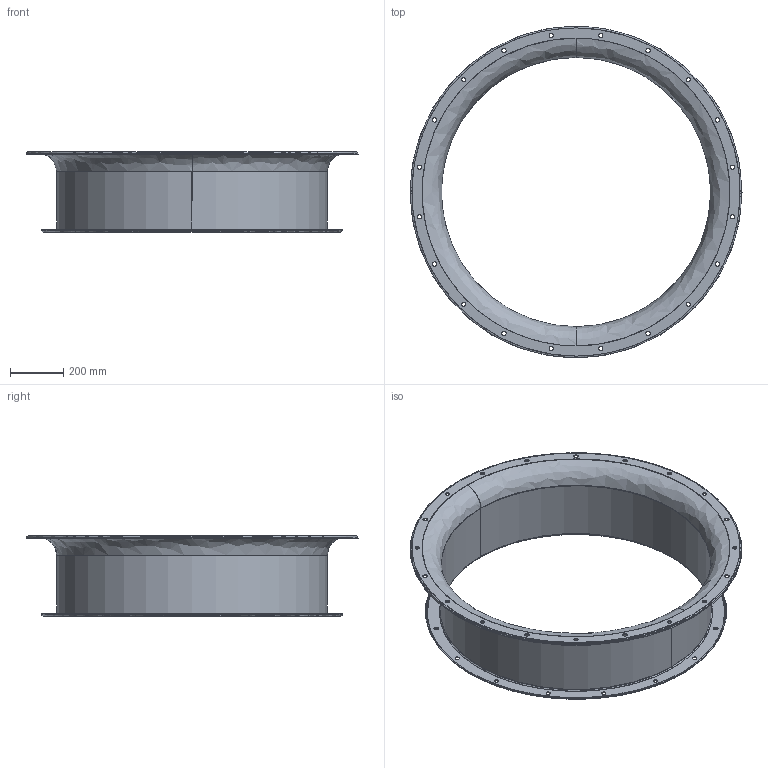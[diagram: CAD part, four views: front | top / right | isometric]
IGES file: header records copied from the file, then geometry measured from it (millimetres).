
Start section: SolidWorks IGES file using analytic representation for surfaces
Global section: file name: 5BO9700_CCbo 100.IGS; native system: SolidWorks 2018; preprocessor: SolidWorks 2018; author: binatti; date: 220308.111959; units: millimetre
Bounding box: 1245 x 1245 x 300 mm (x, y, z)
Surface area: 2959971.4 mm2 (no closed solid volume)
Topology: 0 solids, 0 shells, 108 faces, 2080 edges, 2080 vertices
Faces by surface type: revolution 88, bspline 20
